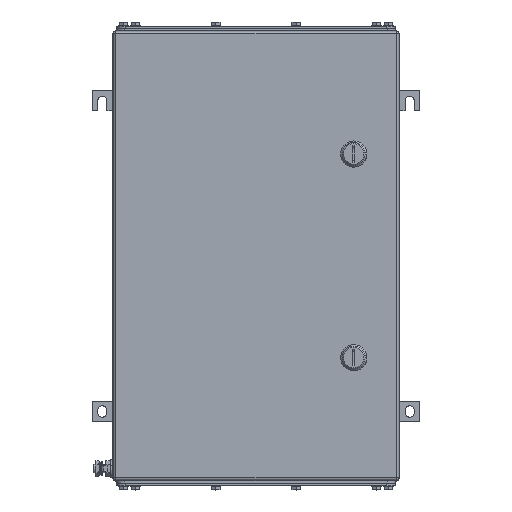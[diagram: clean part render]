
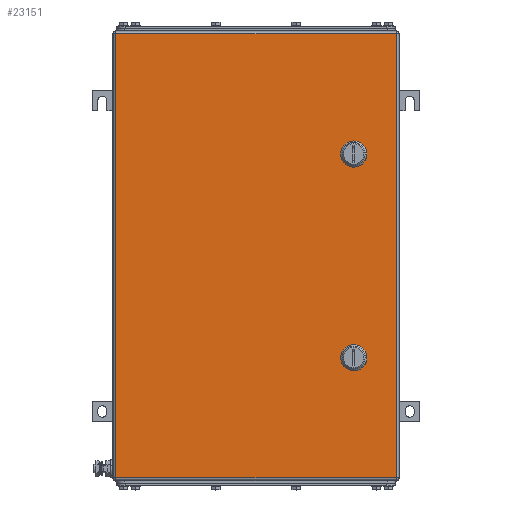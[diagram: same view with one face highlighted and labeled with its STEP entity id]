
A CAD part, top view. The second image highlights one B-rep face of the part: STEP entity #23151.
In plain terms, the highlighted planar face has unit normal (0, 0, 1).
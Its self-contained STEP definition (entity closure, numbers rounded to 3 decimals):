
#22965=AXIS2_PLACEMENT_3D('Circle Axis2P3D',#22963,#22964,$) ;
#22992=AXIS2_PLACEMENT_3D('Plane Axis2P3D',#22989,#22990,#22991) ;
#23037=AXIS2_PLACEMENT_3D('Circle Axis2P3D',#23035,#23036,$) ;
#23051=AXIS2_PLACEMENT_3D('Circle Axis2P3D',#23049,#23050,$) ;
#23065=AXIS2_PLACEMENT_3D('Circle Axis2P3D',#23063,#23064,$) ;
#23087=AXIS2_PLACEMENT_3D('Circle Axis2P3D',#23085,#23086,$) ;
#23103=AXIS2_PLACEMENT_3D('Circle Axis2P3D',#23101,#23102,$) ;
#23117=AXIS2_PLACEMENT_3D('Circle Axis2P3D',#23115,#23116,$) ;
#23131=AXIS2_PLACEMENT_3D('Circle Axis2P3D',#23129,#23130,$) ;
#22960=CARTESIAN_POINT('Vertex',(325.056,400.45,203.5)) ;
#22963=CARTESIAN_POINT('Axis2P3D Location',(320.,410.5,203.5)) ;
#22967=CARTESIAN_POINT('Vertex',(330.05,405.444,203.5)) ;
#22989=CARTESIAN_POINT('Axis2P3D Location',(200.5,286.,203.5)) ;
#22994=CARTESIAN_POINT('Line Origine',(200.5,557.5,203.5)) ;
#22998=CARTESIAN_POINT('Vertex',(372.,557.5,203.5)) ;
#23000=CARTESIAN_POINT('Vertex',(29.,557.5,203.5)) ;
#23003=CARTESIAN_POINT('Line Origine',(29.,286.,203.5)) ;
#23007=CARTESIAN_POINT('Vertex',(29.,14.5,203.5)) ;
#23010=CARTESIAN_POINT('Line Origine',(200.5,14.5,203.5)) ;
#23014=CARTESIAN_POINT('Vertex',(372.,14.5,203.5)) ;
#23017=CARTESIAN_POINT('Line Origine',(372.,286.,203.5)) ;
#23028=CARTESIAN_POINT('Line Origine',(320.,400.45,203.5)) ;
#23032=CARTESIAN_POINT('Vertex',(314.944,400.45,203.5)) ;
#23035=CARTESIAN_POINT('Axis2P3D Location',(320.,410.5,203.5)) ;
#23039=CARTESIAN_POINT('Vertex',(309.95,405.444,203.5)) ;
#23042=CARTESIAN_POINT('Line Origine',(309.95,410.5,203.5)) ;
#23046=CARTESIAN_POINT('Vertex',(309.95,415.556,203.5)) ;
#23049=CARTESIAN_POINT('Axis2P3D Location',(320.,410.5,203.5)) ;
#23053=CARTESIAN_POINT('Vertex',(314.944,420.55,203.5)) ;
#23056=CARTESIAN_POINT('Line Origine',(320.,420.55,203.5)) ;
#23060=CARTESIAN_POINT('Vertex',(325.056,420.55,203.5)) ;
#23063=CARTESIAN_POINT('Axis2P3D Location',(320.,410.5,203.5)) ;
#23067=CARTESIAN_POINT('Vertex',(330.05,415.556,203.5)) ;
#23070=CARTESIAN_POINT('Line Origine',(330.05,410.5,203.5)) ;
#23085=CARTESIAN_POINT('Axis2P3D Location',(320.,161.5,203.5)) ;
#23089=CARTESIAN_POINT('Vertex',(325.056,151.45,203.5)) ;
#23091=CARTESIAN_POINT('Vertex',(330.05,156.444,203.5)) ;
#23094=CARTESIAN_POINT('Line Origine',(320.,151.45,203.5)) ;
#23098=CARTESIAN_POINT('Vertex',(314.944,151.45,203.5)) ;
#23101=CARTESIAN_POINT('Axis2P3D Location',(320.,161.5,203.5)) ;
#23105=CARTESIAN_POINT('Vertex',(309.95,156.444,203.5)) ;
#23108=CARTESIAN_POINT('Line Origine',(309.95,161.5,203.5)) ;
#23112=CARTESIAN_POINT('Vertex',(309.95,166.556,203.5)) ;
#23115=CARTESIAN_POINT('Axis2P3D Location',(320.,161.5,203.5)) ;
#23119=CARTESIAN_POINT('Vertex',(314.944,171.55,203.5)) ;
#23122=CARTESIAN_POINT('Line Origine',(320.,171.55,203.5)) ;
#23126=CARTESIAN_POINT('Vertex',(325.056,171.55,203.5)) ;
#23129=CARTESIAN_POINT('Axis2P3D Location',(320.,161.5,203.5)) ;
#23133=CARTESIAN_POINT('Vertex',(330.05,166.556,203.5)) ;
#23136=CARTESIAN_POINT('Line Origine',(330.05,161.5,203.5)) ;
#22964=DIRECTION('Axis2P3D Direction',(0.,0.,1.)) ;
#22990=DIRECTION('Axis2P3D Direction',(0.,0.,1.)) ;
#22991=DIRECTION('Axis2P3D XDirection',(1.,0.,0.)) ;
#22995=DIRECTION('Vector Direction',(1.,0.,0.)) ;
#23004=DIRECTION('Vector Direction',(0.,-1.,0.)) ;
#23011=DIRECTION('Vector Direction',(1.,0.,0.)) ;
#23018=DIRECTION('Vector Direction',(0.,1.,0.)) ;
#23029=DIRECTION('Vector Direction',(1.,0.,0.)) ;
#23036=DIRECTION('Axis2P3D Direction',(0.,0.,1.)) ;
#23043=DIRECTION('Vector Direction',(0.,1.,0.)) ;
#23050=DIRECTION('Axis2P3D Direction',(0.,0.,1.)) ;
#23057=DIRECTION('Vector Direction',(1.,0.,0.)) ;
#23064=DIRECTION('Axis2P3D Direction',(0.,0.,1.)) ;
#23071=DIRECTION('Vector Direction',(0.,-1.,0.)) ;
#23086=DIRECTION('Axis2P3D Direction',(0.,0.,1.)) ;
#23095=DIRECTION('Vector Direction',(1.,0.,0.)) ;
#23102=DIRECTION('Axis2P3D Direction',(0.,0.,1.)) ;
#23109=DIRECTION('Vector Direction',(0.,1.,0.)) ;
#23116=DIRECTION('Axis2P3D Direction',(0.,0.,1.)) ;
#23123=DIRECTION('Vector Direction',(1.,0.,0.)) ;
#23130=DIRECTION('Axis2P3D Direction',(0.,0.,1.)) ;
#23137=DIRECTION('Vector Direction',(0.,-1.,0.)) ;
#22996=VECTOR('Line Direction',#22995,1.) ;
#23005=VECTOR('Line Direction',#23004,1.) ;
#23012=VECTOR('Line Direction',#23011,1.) ;
#23019=VECTOR('Line Direction',#23018,1.) ;
#23030=VECTOR('Line Direction',#23029,1.) ;
#23044=VECTOR('Line Direction',#23043,1.) ;
#23058=VECTOR('Line Direction',#23057,1.) ;
#23072=VECTOR('Line Direction',#23071,1.) ;
#23096=VECTOR('Line Direction',#23095,1.) ;
#23110=VECTOR('Line Direction',#23109,1.) ;
#23124=VECTOR('Line Direction',#23123,1.) ;
#23138=VECTOR('Line Direction',#23137,1.) ;
#23023=ORIENTED_EDGE('',*,*,#23002,.T.) ;
#23024=ORIENTED_EDGE('',*,*,#23009,.T.) ;
#23025=ORIENTED_EDGE('',*,*,#23016,.T.) ;
#23026=ORIENTED_EDGE('',*,*,#23021,.T.) ;
#23076=ORIENTED_EDGE('',*,*,#23034,.F.) ;
#23077=ORIENTED_EDGE('',*,*,#23041,.F.) ;
#23078=ORIENTED_EDGE('',*,*,#23048,.T.) ;
#23079=ORIENTED_EDGE('',*,*,#23055,.F.) ;
#23080=ORIENTED_EDGE('',*,*,#23062,.T.) ;
#23081=ORIENTED_EDGE('',*,*,#23069,.F.) ;
#23082=ORIENTED_EDGE('',*,*,#23074,.T.) ;
#23083=ORIENTED_EDGE('',*,*,#22969,.F.) ;
#23142=ORIENTED_EDGE('',*,*,#23093,.F.) ;
#23143=ORIENTED_EDGE('',*,*,#23100,.F.) ;
#23144=ORIENTED_EDGE('',*,*,#23107,.F.) ;
#23145=ORIENTED_EDGE('',*,*,#23114,.T.) ;
#23146=ORIENTED_EDGE('',*,*,#23121,.F.) ;
#23147=ORIENTED_EDGE('',*,*,#23128,.T.) ;
#23148=ORIENTED_EDGE('',*,*,#23135,.F.) ;
#23149=ORIENTED_EDGE('',*,*,#23140,.T.) ;
#23084=FACE_BOUND('',#23075,.T.) ;
#23150=FACE_BOUND('',#23141,.T.) ;
#23151=ADVANCED_FACE('ZUB_KTB_QL_553520_2GP_AllCATPart.1\\ZUB_DE_KTB_QL.1\\DE_KTB_MH_PART_MASTER.1\\Koerper.2',(#23027,#23084,#23150),#22993,.T.) ;
#22966=CIRCLE('generated circle',#22965,11.25) ;
#23038=CIRCLE('generated circle',#23037,11.25) ;
#23052=CIRCLE('generated circle',#23051,11.25) ;
#23066=CIRCLE('generated circle',#23065,11.25) ;
#23088=CIRCLE('generated circle',#23087,11.25) ;
#23104=CIRCLE('generated circle',#23103,11.25) ;
#23118=CIRCLE('generated circle',#23117,11.25) ;
#23132=CIRCLE('generated circle',#23131,11.25) ;
#22969=EDGE_CURVE('',#22961,#22968,#22966,.T.) ;
#23002=EDGE_CURVE('',#22999,#23001,#22997,.F.) ;
#23009=EDGE_CURVE('',#23001,#23008,#23006,.T.) ;
#23016=EDGE_CURVE('',#23008,#23015,#23013,.T.) ;
#23021=EDGE_CURVE('',#23015,#22999,#23020,.T.) ;
#23034=EDGE_CURVE('',#23033,#22961,#23031,.T.) ;
#23041=EDGE_CURVE('',#23040,#23033,#23038,.T.) ;
#23048=EDGE_CURVE('',#23040,#23047,#23045,.T.) ;
#23055=EDGE_CURVE('',#23054,#23047,#23052,.T.) ;
#23062=EDGE_CURVE('',#23054,#23061,#23059,.T.) ;
#23069=EDGE_CURVE('',#23068,#23061,#23066,.T.) ;
#23074=EDGE_CURVE('',#23068,#22968,#23073,.T.) ;
#23093=EDGE_CURVE('',#23090,#23092,#23088,.T.) ;
#23100=EDGE_CURVE('',#23099,#23090,#23097,.T.) ;
#23107=EDGE_CURVE('',#23106,#23099,#23104,.T.) ;
#23114=EDGE_CURVE('',#23106,#23113,#23111,.T.) ;
#23121=EDGE_CURVE('',#23120,#23113,#23118,.T.) ;
#23128=EDGE_CURVE('',#23120,#23127,#23125,.T.) ;
#23135=EDGE_CURVE('',#23134,#23127,#23132,.T.) ;
#23140=EDGE_CURVE('',#23134,#23092,#23139,.T.) ;
#23022=EDGE_LOOP('',(#23023,#23024,#23025,#23026)) ;
#23075=EDGE_LOOP('',(#23076,#23077,#23078,#23079,#23080,#23081,#23082,#23083)) ;
#23141=EDGE_LOOP('',(#23142,#23143,#23144,#23145,#23146,#23147,#23148,#23149)) ;
#23027=FACE_OUTER_BOUND('',#23022,.T.) ;
#22997=LINE('Line',#22994,#22996) ;
#23006=LINE('Line',#23003,#23005) ;
#23013=LINE('Line',#23010,#23012) ;
#23020=LINE('Line',#23017,#23019) ;
#23031=LINE('Line',#23028,#23030) ;
#23045=LINE('Line',#23042,#23044) ;
#23059=LINE('Line',#23056,#23058) ;
#23073=LINE('Line',#23070,#23072) ;
#23097=LINE('Line',#23094,#23096) ;
#23111=LINE('Line',#23108,#23110) ;
#23125=LINE('Line',#23122,#23124) ;
#23139=LINE('Line',#23136,#23138) ;
#22993=PLANE('',#22992) ;
#22961=VERTEX_POINT('',#22960) ;
#22968=VERTEX_POINT('',#22967) ;
#22999=VERTEX_POINT('',#22998) ;
#23001=VERTEX_POINT('',#23000) ;
#23008=VERTEX_POINT('',#23007) ;
#23015=VERTEX_POINT('',#23014) ;
#23033=VERTEX_POINT('',#23032) ;
#23040=VERTEX_POINT('',#23039) ;
#23047=VERTEX_POINT('',#23046) ;
#23054=VERTEX_POINT('',#23053) ;
#23061=VERTEX_POINT('',#23060) ;
#23068=VERTEX_POINT('',#23067) ;
#23090=VERTEX_POINT('',#23089) ;
#23092=VERTEX_POINT('',#23091) ;
#23099=VERTEX_POINT('',#23098) ;
#23106=VERTEX_POINT('',#23105) ;
#23113=VERTEX_POINT('',#23112) ;
#23120=VERTEX_POINT('',#23119) ;
#23127=VERTEX_POINT('',#23126) ;
#23134=VERTEX_POINT('',#23133) ;
